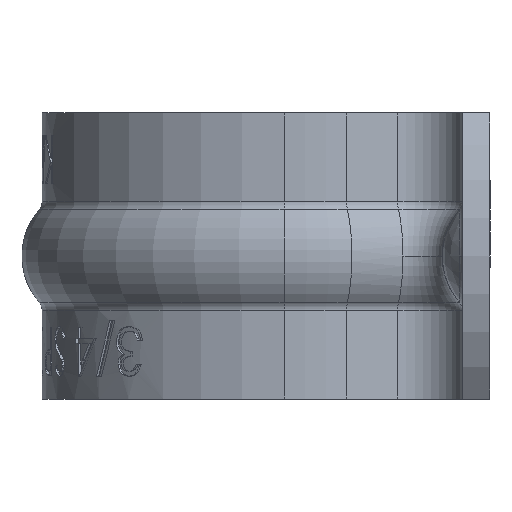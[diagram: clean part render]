
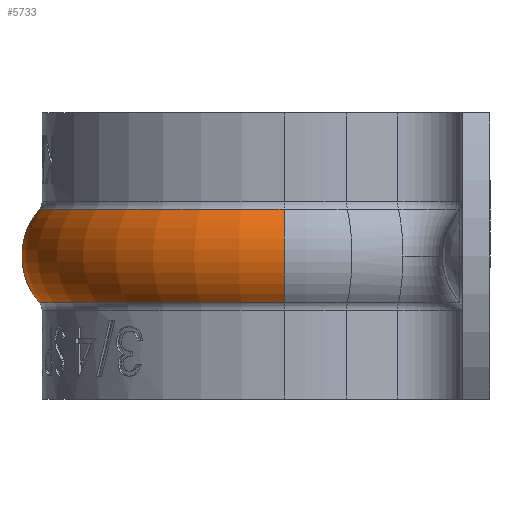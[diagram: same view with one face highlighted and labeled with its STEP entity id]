
A CAD part, left-side view. The second image highlights one B-rep face of the part: STEP entity #5733.
In plain terms, the highlighted toroidal (fillet/blend) face has major radius 8.47 mm and minor radius 3.175 mm.
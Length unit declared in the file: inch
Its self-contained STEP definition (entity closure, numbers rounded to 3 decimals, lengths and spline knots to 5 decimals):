
#1130 = DIRECTION ( 'NONE',  ( 0., 0., -1. ) ) ;
#1880 = CIRCLE ( 'NONE', #2953, 0.125 ) ;
#2744 = CARTESIAN_POINT ( 'NONE',  ( 0.42789, 0., 0.3319 ) ) ;
#2784 = CIRCLE ( 'NONE', #3314, 0.42789 ) ;
#2953 = AXIS2_PLACEMENT_3D ( 'NONE', #15358, #7784, #1130 ) ;
#3073 = VERTEX_POINT ( 'NONE', #11555 ) ;
#3314 = AXIS2_PLACEMENT_3D ( 'NONE', #9913, #13758, #6005 ) ;
#4114 = DIRECTION ( 'NONE',  ( 0., 0., 1. ) ) ;
#4209 = AXIS2_PLACEMENT_3D ( 'NONE', #6225, #4114, #13689 ) ;
#4282 = EDGE_CURVE ( 'NONE', #6840, #12361, #9371, .T. ) ;
#5288 = CARTESIAN_POINT ( 'NONE',  ( 0., 0., 0.1681 ) ) ;
#5733 = ADVANCED_FACE ( 'NONE', ( #12306 ), #15107, .T. ) ;
#6005 = DIRECTION ( 'NONE',  ( 0.966, -0.259, 0. ) ) ;
#6225 = CARTESIAN_POINT ( 'NONE',  ( 0., 0., 0.25 ) ) ;
#6481 = CARTESIAN_POINT ( 'NONE',  ( 0.42789, 0., 0.1681 ) ) ;
#6547 = DIRECTION ( 'NONE',  ( 0.966, -0.259, 0. ) ) ;
#6567 = EDGE_CURVE ( 'NONE', #12361, #3073, #15877, .T. ) ;
#6657 = DIRECTION ( 'NONE',  ( 0., 0., 1. ) ) ;
#6840 = VERTEX_POINT ( 'NONE', #6481 ) ;
#7436 = ORIENTED_EDGE ( 'NONE', *, *, #6567, .T. ) ;
#7590 = DIRECTION ( 'NONE',  ( -1., 0., 0. ) ) ;
#7784 = DIRECTION ( 'NONE',  ( 0., -1., 0. ) ) ;
#7826 = EDGE_CURVE ( 'NONE', #6840, #16209, #1880, .T. ) ;
#9371 = CIRCLE ( 'NONE', #11903, 0.42789 ) ;
#9913 = CARTESIAN_POINT ( 'NONE',  ( 0., 0., 0.3319 ) ) ;
#10055 = CARTESIAN_POINT ( 'NONE',  ( -0.33346, 0., 0.25 ) ) ;
#11555 = CARTESIAN_POINT ( 'NONE',  ( -0.42789, 0., 0.3319 ) ) ;
#11585 = EDGE_CURVE ( 'NONE', #16209, #3073, #2784, .T. ) ;
#11903 = AXIS2_PLACEMENT_3D ( 'NONE', #5288, #6657, #6547 ) ;
#12026 = CARTESIAN_POINT ( 'NONE',  ( -0.42789, 0., 0.1681 ) ) ;
#12251 = ORIENTED_EDGE ( 'NONE', *, *, #4282, .T. ) ;
#12306 = FACE_OUTER_BOUND ( 'NONE', #15931, .T. ) ;
#12361 = VERTEX_POINT ( 'NONE', #12026 ) ;
#12489 = DIRECTION ( 'NONE',  ( 0., 1., 0. ) ) ;
#13517 = ORIENTED_EDGE ( 'NONE', *, *, #11585, .F. ) ;
#13689 = DIRECTION ( 'NONE',  ( 1., 0., 0. ) ) ;
#13758 = DIRECTION ( 'NONE',  ( 0., 0., 1. ) ) ;
#14697 = AXIS2_PLACEMENT_3D ( 'NONE', #10055, #12489, #7590 ) ;
#14986 = ORIENTED_EDGE ( 'NONE', *, *, #7826, .F. ) ;
#15107 = TOROIDAL_SURFACE ( 'NONE', #4209, 0.33346, 0.125 ) ;
#15358 = CARTESIAN_POINT ( 'NONE',  ( 0.33346, 0., 0.25 ) ) ;
#15877 = CIRCLE ( 'NONE', #14697, 0.125 ) ;
#15931 = EDGE_LOOP ( 'NONE', ( #12251, #7436, #13517, #14986 ) ) ;
#16209 = VERTEX_POINT ( 'NONE', #2744 ) ;
